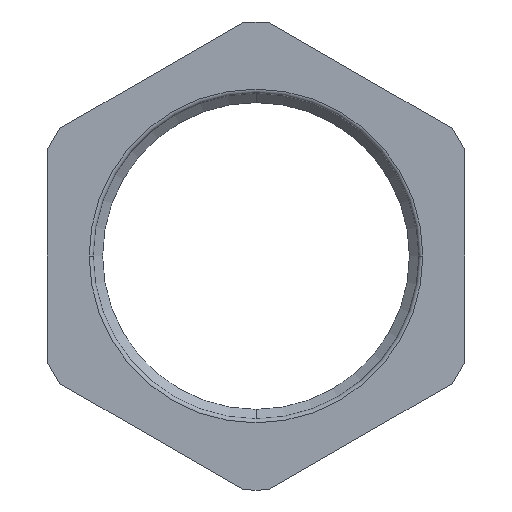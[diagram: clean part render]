
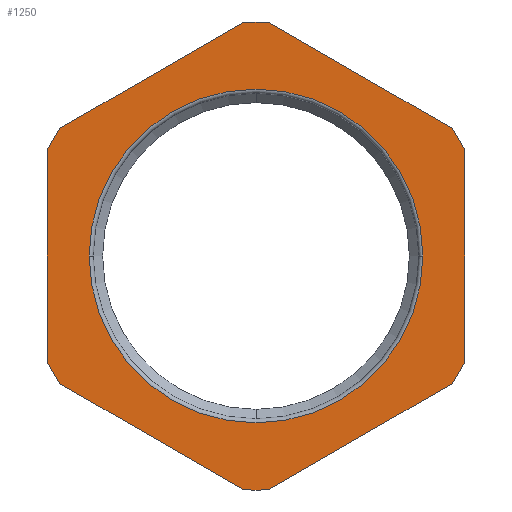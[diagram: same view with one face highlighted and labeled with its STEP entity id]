
A CAD part, front view. The second image highlights one B-rep face of the part: STEP entity #1250.
In plain terms, the highlighted planar face has unit normal (0, -1, 0).
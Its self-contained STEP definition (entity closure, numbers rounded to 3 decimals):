
#10=CARTESIAN_POINT('',(0.,0.,0.));
#20=DIRECTION('',(-0.,1.,0.));
#30=DIRECTION('',(1.,0.,0.));
#40=AXIS2_PLACEMENT_3D('',#10,#20,#30);
#50=PLANE('',#40);
#60=CARTESIAN_POINT('',(0.,0.,0.));
#70=DIRECTION('',(0.,-1.,0.));
#80=DIRECTION('',(1.,0.,0.));
#90=AXIS2_PLACEMENT_3D('',#60,#70,#80);
#100=CIRCLE('',#90,16.4);
#110=CARTESIAN_POINT('',(-16.4,0.,0.));
#120=VERTEX_POINT('',#110);
#130=CARTESIAN_POINT('',(16.4,0.,0.));
#140=VERTEX_POINT('',#130);
#150=EDGE_CURVE('',#120,#140,#100,.T.);
#160=ORIENTED_EDGE('',*,*,#150,.F.);
#170=EDGE_CURVE('',#140,#120,#100,.T.);
#180=ORIENTED_EDGE('',*,*,#170,.F.);
#190=EDGE_LOOP('',(#180,#160));
#200=FACE_BOUND('',#190,.T.);
#210=CARTESIAN_POINT('',(1.219,0.,22.968));
#220=DIRECTION('',(0.866,0.,-0.5));
#230=VECTOR('',#220,1.);
#240=LINE('',#210,#230);
#250=CARTESIAN_POINT('',(1.219,0.,22.968));
#260=VERTEX_POINT('',#250);
#270=CARTESIAN_POINT('',(19.281,0.,12.539));
#280=VERTEX_POINT('',#270);
#290=EDGE_CURVE('',#260,#280,#240,.T.);
#300=ORIENTED_EDGE('',*,*,#290,.F.);
#310=CARTESIAN_POINT('',(0.,0.,0.));
#320=DIRECTION('',(0.,1.,0.));
#330=DIRECTION('',(1.,0.,0.));
#340=AXIS2_PLACEMENT_3D('',#310,#320,#330);
#350=CIRCLE('',#340,23.);
#360=CARTESIAN_POINT('',(20.5,0.,10.428));
#370=VERTEX_POINT('',#360);
#380=EDGE_CURVE('',#280,#370,#350,.T.);
#390=ORIENTED_EDGE('',*,*,#380,.F.);
#400=CARTESIAN_POINT('',(20.5,0.,10.428));
#410=DIRECTION('',(0.,0.,-1.));
#420=VECTOR('',#410,1.);
#430=LINE('',#400,#420);
#440=CARTESIAN_POINT('',(20.5,0.,-10.428));
#450=VERTEX_POINT('',#440);
#460=EDGE_CURVE('',#370,#450,#430,.T.);
#470=ORIENTED_EDGE('',*,*,#460,.F.);
#480=CARTESIAN_POINT('',(0.,0.,0.));
#490=DIRECTION('',(0.,1.,0.));
#500=DIRECTION('',(1.,0.,0.));
#510=AXIS2_PLACEMENT_3D('',#480,#490,#500);
#520=CIRCLE('',#510,23.);
#530=CARTESIAN_POINT('',(19.281,0.,-12.539));
#540=VERTEX_POINT('',#530);
#550=EDGE_CURVE('',#450,#540,#520,.T.);
#560=ORIENTED_EDGE('',*,*,#550,.F.);
#570=CARTESIAN_POINT('',(19.281,0.,-12.539));
#580=DIRECTION('',(-0.866,0.,-0.5));
#590=VECTOR('',#580,1.);
#600=LINE('',#570,#590);
#610=CARTESIAN_POINT('',(1.219,0.,-22.968));
#620=VERTEX_POINT('',#610);
#630=EDGE_CURVE('',#540,#620,#600,.T.);
#640=ORIENTED_EDGE('',*,*,#630,.F.);
#650=CARTESIAN_POINT('',(0.,0.,0.));
#660=DIRECTION('',(0.,1.,0.));
#670=DIRECTION('',(1.,0.,0.));
#680=AXIS2_PLACEMENT_3D('',#650,#660,#670);
#690=CIRCLE('',#680,23.);
#700=CARTESIAN_POINT('',(-1.219,0.,-22.968));
#710=VERTEX_POINT('',#700);
#720=EDGE_CURVE('',#620,#710,#690,.T.);
#730=ORIENTED_EDGE('',*,*,#720,.F.);
#740=CARTESIAN_POINT('',(-1.219,0.,-22.968));
#750=DIRECTION('',(-0.866,0.,0.5));
#760=VECTOR('',#750,1.);
#770=LINE('',#740,#760);
#780=CARTESIAN_POINT('',(-19.281,0.,-12.539));
#790=VERTEX_POINT('',#780);
#800=EDGE_CURVE('',#710,#790,#770,.T.);
#810=ORIENTED_EDGE('',*,*,#800,.F.);
#820=CARTESIAN_POINT('',(0.,0.,0.));
#830=DIRECTION('',(0.,1.,0.));
#840=DIRECTION('',(1.,0.,0.));
#850=AXIS2_PLACEMENT_3D('',#820,#830,#840);
#860=CIRCLE('',#850,23.);
#870=CARTESIAN_POINT('',(-20.5,0.,-10.428));
#880=VERTEX_POINT('',#870);
#890=EDGE_CURVE('',#790,#880,#860,.T.);
#900=ORIENTED_EDGE('',*,*,#890,.F.);
#910=CARTESIAN_POINT('',(-20.5,0.,-10.428));
#920=DIRECTION('',(0.,0.,1.));
#930=VECTOR('',#920,1.);
#940=LINE('',#910,#930);
#950=CARTESIAN_POINT('',(-20.5,0.,10.428));
#960=VERTEX_POINT('',#950);
#970=EDGE_CURVE('',#880,#960,#940,.T.);
#980=ORIENTED_EDGE('',*,*,#970,.F.);
#990=CARTESIAN_POINT('',(0.,0.,0.));
#1000=DIRECTION('',(0.,1.,0.));
#1010=DIRECTION('',(1.,0.,0.));
#1020=AXIS2_PLACEMENT_3D('',#990,#1000,#1010);
#1030=CIRCLE('',#1020,23.);
#1040=CARTESIAN_POINT('',(-19.281,0.,12.539));
#1050=VERTEX_POINT('',#1040);
#1060=EDGE_CURVE('',#960,#1050,#1030,.T.);
#1070=ORIENTED_EDGE('',*,*,#1060,.F.);
#1080=CARTESIAN_POINT('',(-19.281,0.,12.539));
#1090=DIRECTION('',(0.866,0.,0.5));
#1100=VECTOR('',#1090,1.);
#1110=LINE('',#1080,#1100);
#1120=CARTESIAN_POINT('',(-1.219,0.,22.968));
#1130=VERTEX_POINT('',#1120);
#1140=EDGE_CURVE('',#1050,#1130,#1110,.T.);
#1150=ORIENTED_EDGE('',*,*,#1140,.F.);
#1160=CARTESIAN_POINT('',(0.,0.,0.));
#1170=DIRECTION('',(0.,1.,0.));
#1180=DIRECTION('',(1.,0.,0.));
#1190=AXIS2_PLACEMENT_3D('',#1160,#1170,#1180);
#1200=CIRCLE('',#1190,23.);
#1210=EDGE_CURVE('',#1130,#260,#1200,.T.);
#1220=ORIENTED_EDGE('',*,*,#1210,.F.);
#1230=EDGE_LOOP('',(#1220,#1150,#1070,#980,#900,#810,#730,#640,#560,#470
,#390,#300));
#1240=FACE_OUTER_BOUND('',#1230,.T.);
#1250=ADVANCED_FACE('',(#200,#1240),#50,.F.);
